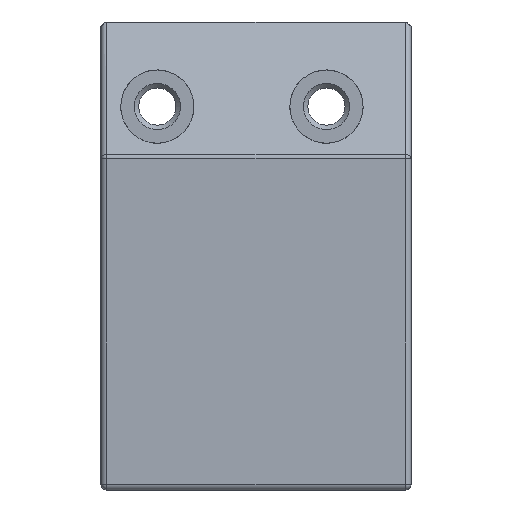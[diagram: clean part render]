
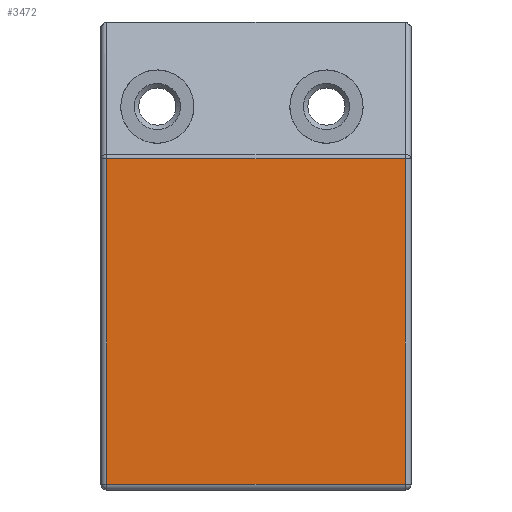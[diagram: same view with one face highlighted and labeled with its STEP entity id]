
A CAD part, front view. The second image highlights one B-rep face of the part: STEP entity #3472.
In plain terms, the highlighted planar face has unit normal (0, -1, 0).
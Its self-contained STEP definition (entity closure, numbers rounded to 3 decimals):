
#415=FACE_OUTER_BOUND('',#628,.T.);
#628=EDGE_LOOP('',(#3025,#3026,#3027,#3028));
#951=LINE('',#5747,#1311);
#952=LINE('',#5755,#1312);
#955=LINE('',#5765,#1315);
#961=LINE('',#5785,#1321);
#1311=VECTOR('',#4712,10.);
#1312=VECTOR('',#4723,10.);
#1315=VECTOR('',#4736,10.);
#1321=VECTOR('',#4760,10.);
#1600=VERTEX_POINT('',#5607);
#1613=VERTEX_POINT('',#5643);
#1646=VERTEX_POINT('',#5751);
#1647=VERTEX_POINT('',#5758);
#2094=EDGE_CURVE('',#1600,#1613,#951,.T.);
#2098=EDGE_CURVE('',#1613,#1646,#952,.T.);
#2104=EDGE_CURVE('',#1647,#1600,#955,.T.);
#2114=EDGE_CURVE('',#1646,#1647,#961,.T.);
#3025=ORIENTED_EDGE('',*,*,#2094,.F.);
#3026=ORIENTED_EDGE('',*,*,#2104,.F.);
#3027=ORIENTED_EDGE('',*,*,#2114,.F.);
#3028=ORIENTED_EDGE('',*,*,#2098,.F.);
#3272=PLANE('',#3831);
#3472=ADVANCED_FACE('',(#415),#3272,.T.);
#3831=AXIS2_PLACEMENT_3D('',#5807,#4786,#4787);
#4712=DIRECTION('',(1.,0.,0.));
#4723=DIRECTION('',(0.,0.,-1.));
#4736=DIRECTION('',(0.,0.,1.));
#4760=DIRECTION('',(-1.,0.,0.));
#4786=DIRECTION('center_axis',(0.,-1.,0.));
#4787=DIRECTION('ref_axis',(-1.,0.,0.));
#5607=CARTESIAN_POINT('',(-18.5,-10.,10.393));
#5643=CARTESIAN_POINT('',(8.,-10.,10.393));
#5747=CARTESIAN_POINT('',(2.25,-10.,10.393));
#5751=CARTESIAN_POINT('',(8.,-10.,-18.5));
#5755=CARTESIAN_POINT('',(8.,-10.,0.));
#5758=CARTESIAN_POINT('',(-18.5,-10.,-18.5));
#5765=CARTESIAN_POINT('',(-18.5,-10.,0.));
#5785=CARTESIAN_POINT('',(-0.875,-10.,-18.5));
#5807=CARTESIAN_POINT('Origin',(-4.,-10.,0.));
